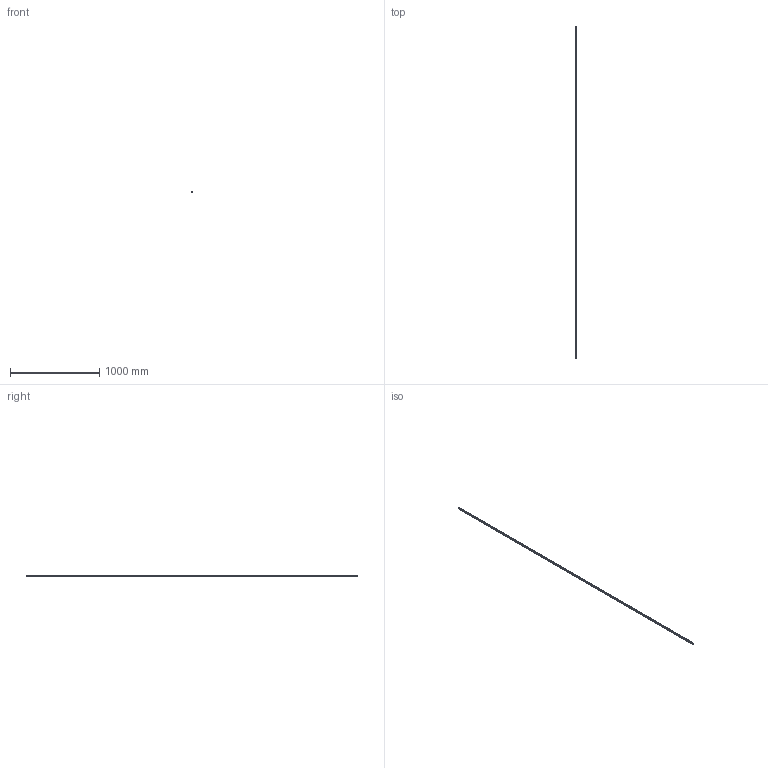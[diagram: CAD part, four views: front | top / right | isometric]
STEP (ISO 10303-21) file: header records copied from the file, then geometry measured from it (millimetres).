
FILE_DESCRIPTION(('STEP AP214'),'1');
FILE_NAME('cctmp_99057623-9136-41E0-BF69-CFA6A555EC2C_2020_4_23_12_22_53_824..stp','2020-04-23T10:22:54',('HIWIN GmbH'),('CADClick - www.CADClick.com'),'Spatial InterOp 3D',' ','unknown authorization');
FILE_SCHEMA(('AUTOMOTIVE_DESIGN'));
Length unit declared in the file: millimetre
Products named in the file (1): HGR15R3720H_FILE
Bounding box: 15 x 3720 x 15 mm (x, y, z)
Volume: 683483.9 mm3; surface area: 247557.1 mm2
Topology: 1 solids, 1 shells, 673 faces, 1443 edges, 962 vertices
Faces by surface type: cylinder 398, plane 275
Entity records: 24001 total; most frequent: DIRECTION 3587, CARTESIAN_POINT 3079, ORIENTED_EDGE 2886, AXIS2_PLACEMENT_3D 1470, EDGE_CURVE 1443, VERTEX_POINT 962, EDGE_LOOP 863, CIRCLE 796
